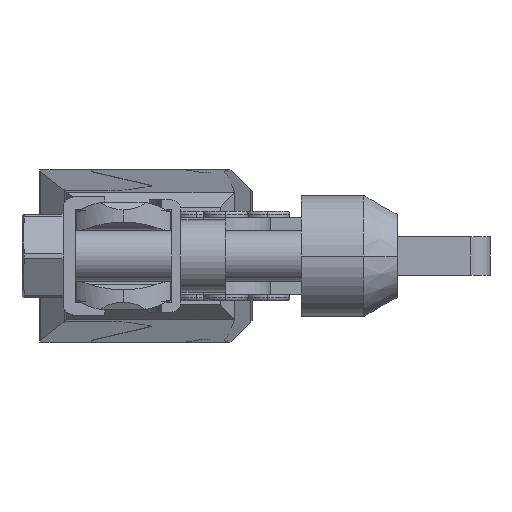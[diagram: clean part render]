
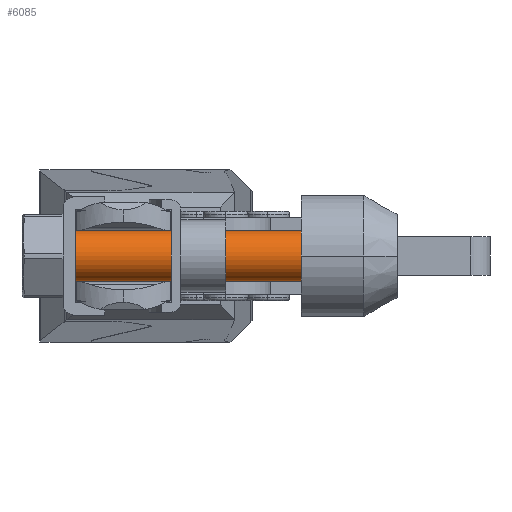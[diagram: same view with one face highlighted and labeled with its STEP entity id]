
A CAD part, left-side view. The second image highlights one B-rep face of the part: STEP entity #6085.
In plain terms, the highlighted cylindrical face has radius 4 mm (diameter 8 mm), a partial arc.
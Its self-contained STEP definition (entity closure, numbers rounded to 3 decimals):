
#31 = EDGE_CURVE ( 'NONE', #256, #7550, #4008, .T. ) ;
#256 = VERTEX_POINT ( 'NONE', #7102 ) ;
#264 = ORIENTED_EDGE ( 'NONE', *, *, #9533, .T. ) ;
#840 = DIRECTION ( 'NONE',  ( 0., 1., 0. ) ) ;
#1340 = VERTEX_POINT ( 'NONE', #2070 ) ;
#1468 = DIRECTION ( 'NONE',  ( 0., -1., 0. ) ) ;
#1782 = DIRECTION ( 'NONE',  ( 0., 1., 0. ) ) ;
#1799 = ORIENTED_EDGE ( 'NONE', *, *, #31, .F. ) ;
#1824 = AXIS2_PLACEMENT_3D ( 'NONE', #3613, #4477, #6031 ) ;
#2035 = DIRECTION ( 'NONE',  ( 0., 0., -1. ) ) ;
#2070 = CARTESIAN_POINT ( 'NONE',  ( 0., 57.233, 4. ) ) ;
#2144 = EDGE_LOOP ( 'NONE', ( #4937, #5592, #264, #1799 ) ) ;
#2241 = FACE_OUTER_BOUND ( 'NONE', #2144, .T. ) ;
#2349 = VECTOR ( 'NONE', #840, 1000. ) ;
#2444 = CARTESIAN_POINT ( 'NONE',  ( 0., 7.7, 4. ) ) ;
#2911 = EDGE_CURVE ( 'NONE', #6884, #256, #5843, .T. ) ;
#3371 = EDGE_CURVE ( 'NONE', #6884, #1340, #9395, .T. ) ;
#3558 = VECTOR ( 'NONE', #1782, 1000. ) ;
#3613 = CARTESIAN_POINT ( 'NONE',  ( 0., 7.7, 0. ) ) ;
#4008 = LINE ( 'NONE', #5662, #3558 ) ;
#4477 = DIRECTION ( 'NONE',  ( 0., 1., 0. ) ) ;
#4518 = CARTESIAN_POINT ( 'NONE',  ( 0., 13., 0. ) ) ;
#4937 = ORIENTED_EDGE ( 'NONE', *, *, #2911, .F. ) ;
#5574 = CARTESIAN_POINT ( 'NONE',  ( 0., 13., 4. ) ) ;
#5592 = ORIENTED_EDGE ( 'NONE', *, *, #3371, .T. ) ;
#5662 = CARTESIAN_POINT ( 'NONE',  ( 0., 7.7, -4. ) ) ;
#5843 = CIRCLE ( 'NONE', #7003, 4. ) ;
#6031 = DIRECTION ( 'NONE',  ( 0., 0., -1. ) ) ;
#6085 = ADVANCED_FACE ( 'NONE', ( #2241 ), #8511, .T. ) ;
#6117 = DIRECTION ( 'NONE',  ( 0., 0., -1. ) ) ;
#6180 = CARTESIAN_POINT ( 'NONE',  ( 0., 57.233, 0. ) ) ;
#6884 = VERTEX_POINT ( 'NONE', #5574 ) ;
#7003 = AXIS2_PLACEMENT_3D ( 'NONE', #4518, #7680, #6117 ) ;
#7102 = CARTESIAN_POINT ( 'NONE',  ( 0., 13., -4. ) ) ;
#7550 = VERTEX_POINT ( 'NONE', #9419 ) ;
#7680 = DIRECTION ( 'NONE',  ( 0., -1., 0. ) ) ;
#8159 = AXIS2_PLACEMENT_3D ( 'NONE', #6180, #1468, #2035 ) ;
#8320 = CIRCLE ( 'NONE', #8159, 4. ) ;
#8511 = CYLINDRICAL_SURFACE ( 'NONE', #1824, 4. ) ;
#9395 = LINE ( 'NONE', #2444, #2349 ) ;
#9419 = CARTESIAN_POINT ( 'NONE',  ( 0., 57.233, -4. ) ) ;
#9533 = EDGE_CURVE ( 'NONE', #1340, #7550, #8320, .T. ) ;
